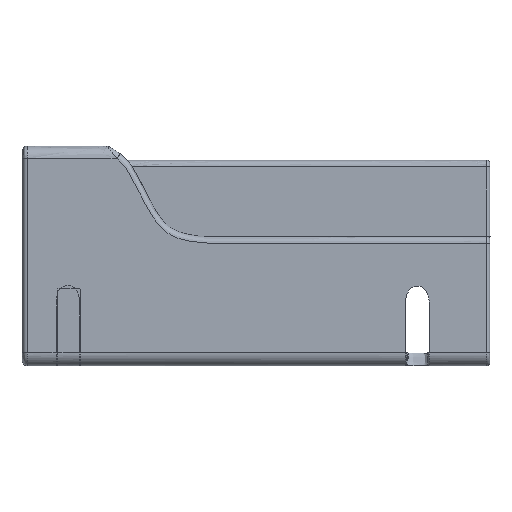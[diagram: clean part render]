
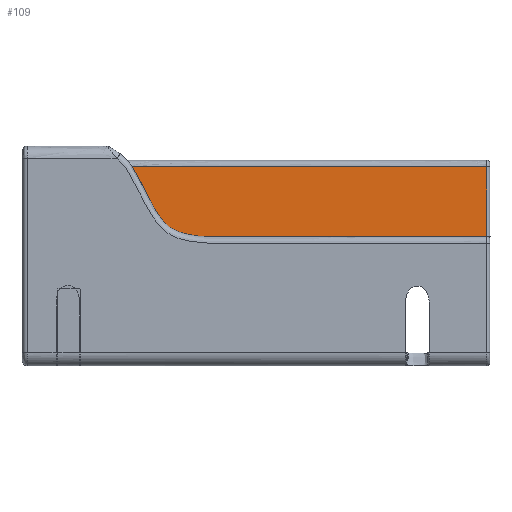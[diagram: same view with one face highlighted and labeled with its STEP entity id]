
A CAD part, top view. The second image highlights one B-rep face of the part: STEP entity #109.
In plain terms, the highlighted free-form (B-spline) face has degree [1, 1] with [2, 2] control points.
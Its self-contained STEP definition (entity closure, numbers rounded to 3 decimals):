
#109=ADVANCED_FACE('',(#285),#5379,.T.);
#285=FACE_OUTER_BOUND('',#461,.T.);
#461=EDGE_LOOP('',(#918,#919,#920));
#918=ORIENTED_EDGE('',*,*,#4606,.F.);
#919=ORIENTED_EDGE('',*,*,#4643,.T.);
#920=ORIENTED_EDGE('',*,*,#4568,.F.);
#1603=PCURVE('',#5450,#2421);
#1658=PCURVE('',#5370,#2476);
#1736=PCURVE('',#5379,#2554);
#1737=PCURVE('',#5379,#2555);
#1738=PCURVE('',#5379,#2556);
#1740=PCURVE('',#5466,#2558);
#2421=DEFINITIONAL_REPRESENTATION('',(#3310),#14666);
#2476=DEFINITIONAL_REPRESENTATION('',(#3390),#14666);
#2554=DEFINITIONAL_REPRESENTATION('',(#3476),#14666);
#2555=DEFINITIONAL_REPRESENTATION('',(#3478),#14666);
#2556=DEFINITIONAL_REPRESENTATION('',(#3479),#14666);
#2558=DEFINITIONAL_REPRESENTATION('',(#3481),#14666);
#3309=B_SPLINE_CURVE_WITH_KNOTS('',1,(#10150,#10151),.UNSPECIFIED.,.F.,
 .F.,(2,2),(0.,5.397),.UNSPECIFIED.);
#3310=B_SPLINE_CURVE_WITH_KNOTS('',1,(#10152,#10153),.UNSPECIFIED.,.F.,
 .F.,(2,2),(0.,5.397),.UNSPECIFIED.);
#3389=B_SPLINE_CURVE_WITH_KNOTS('',3,(#10604,#10605,#10606,#10607,#10608,
#10609,#10610,#10611,#10612,#10613),.UNSPECIFIED.,.F.,.F.,(4,1,1,1,1,1,
1,4),(-74.102,-73.648,-68.041,-62.433,
-56.825,-51.218,-45.61,-40.026),
 .UNSPECIFIED.);
#3390=B_SPLINE_CURVE_WITH_KNOTS('',3,(#10614,#10615,#10616,#10617),
 .UNSPECIFIED.,.F.,.F.,(4,4),(-74.102,-40.026),
 .UNSPECIFIED.);
#3476=B_SPLINE_CURVE_WITH_KNOTS('',3,(#11059,#11060,#11061,#11062,#11063,
#11064,#11065,#11066,#11067,#11068,#11069,#11070,#11071,#11072,#11073,#11074,
#11075,#11076,#11077,#11078,#11079,#11080),.UNSPECIFIED.,.F.,.F.,(4,3,3,
3,3,3,3,4),(-74.102,-73.648,-68.041,-62.433,
-56.825,-51.218,-45.61,-40.026),
 .UNSPECIFIED.);
#3477=B_SPLINE_CURVE_WITH_KNOTS('',1,(#11081,#11082),.UNSPECIFIED.,.F.,
 .F.,(2,2),(-33.649,-0.3),.UNSPECIFIED.);
#3478=B_SPLINE_CURVE_WITH_KNOTS('',3,(#11083,#11084,#11085,#11086),
 .UNSPECIFIED.,.F.,.F.,(4,4),(-33.649,-0.3),
 .UNSPECIFIED.);
#3479=B_SPLINE_CURVE_WITH_KNOTS('',3,(#11087,#11088,#11089,#11090,#11091,
#11092,#11093),.UNSPECIFIED.,.F.,.F.,(4,3,4),(0.,0.,5.397),
 .UNSPECIFIED.);
#3481=B_SPLINE_CURVE_WITH_KNOTS('',1,(#11096,#11097),.UNSPECIFIED.,.F.,
 .F.,(2,2),(-33.649,-0.3),.UNSPECIFIED.);
#4149=SURFACE_CURVE('',#3309,(#1603,#1738),.PCURVE_S1.);
#4187=SURFACE_CURVE('',#3389,(#1658,#1736),.PCURVE_S1.);
#4224=SURFACE_CURVE('',#3477,(#1737,#1740),.PCURVE_S1.);
#4568=EDGE_CURVE('',#5185,#5184,#4149,.T.);
#4606=EDGE_CURVE('',#5209,#5185,#4187,.T.);
#4643=EDGE_CURVE('',#5209,#5184,#4224,.T.);
#5184=VERTEX_POINT('',#8800);
#5185=VERTEX_POINT('',#8801);
#5209=VERTEX_POINT('',#8825);
#5370=B_SPLINE_SURFACE_WITH_KNOTS('',1,3,((#6372,#6373,#6374,#6375,#6376,
#6377,#6378,#6379,#6380,#6381),(#6382,#6383,#6384,#6385,#6386,#6387,#6388,
#6389,#6390,#6391)),.UNSPECIFIED.,.F.,.F.,.F.,(2,2),(4,1,1,1,1,1,1,4),(0.5,
1.467),(0.039,5.655,11.272,
16.888,22.504,28.12,33.736,39.352),
 .UNSPECIFIED.);
#5379=B_SPLINE_SURFACE_WITH_KNOTS('',1,1,((#6712,#6713),(#6714,#6715)),
 .UNSPECIFIED.,.F.,.F.,.F.,(2,2),(2,2),(-5.923,-0.5),
(0.456,33.805),.UNSPECIFIED.);
#5450=(
BOUNDED_SURFACE()
B_SPLINE_SURFACE(2,1,((#6245,#6246),(#6247,#6248),(#6249,#6250)),
 .UNSPECIFIED.,.F.,.F.,.F.)
B_SPLINE_SURFACE_WITH_KNOTS((3,3),(2,2),(0.,0.471),(0.,
5.397),.UNSPECIFIED.)
GEOMETRIC_REPRESENTATION_ITEM()
RATIONAL_B_SPLINE_SURFACE(((1.,1.),(0.707,0.707),
(1.,1.)))
REPRESENTATION_ITEM('')
SURFACE()
);
#5466=(
BOUNDED_SURFACE()
B_SPLINE_SURFACE(2,1,((#6716,#6717),(#6718,#6719),(#6720,#6721)),
 .UNSPECIFIED.,.F.,.F.,.F.)
B_SPLINE_SURFACE_WITH_KNOTS((3,3),(2,2),(0.,1.),(0.3,34.105),
 .UNSPECIFIED.)
GEOMETRIC_REPRESENTATION_ITEM()
RATIONAL_B_SPLINE_SURFACE(((1.,1.),(0.707,0.707),
(1.,1.)))
REPRESENTATION_ITEM('')
SURFACE()
);
#6245=CARTESIAN_POINT('',(14.789,57.546,18.763));
#6246=CARTESIAN_POINT('',(14.789,63.915,18.763));
#6247=CARTESIAN_POINT('',(14.789,57.546,19.135));
#6248=CARTESIAN_POINT('',(14.789,63.915,19.135));
#6249=CARTESIAN_POINT('',(14.497,57.546,19.135));
#6250=CARTESIAN_POINT('',(14.497,63.915,19.135));
#6372=CARTESIAN_POINT('',(-20.142,65.806,19.246));
#6373=CARTESIAN_POINT('',(-18.7,65.147,19.246));
#6374=CARTESIAN_POINT('',(-17.613,63.632,19.246));
#6375=CARTESIAN_POINT('',(-16.88,62.126,19.246));
#6376=CARTESIAN_POINT('',(-16.392,61.109,19.246));
#6377=CARTESIAN_POINT('',(-14.805,58.14,19.246));
#6378=CARTESIAN_POINT('',(-12.01,57.555,19.246));
#6379=CARTESIAN_POINT('',(-10.528,57.492,19.246));
#6380=CARTESIAN_POINT('',(-8.499,57.546,19.246));
#6381=CARTESIAN_POINT('',(14.789,57.546,19.246));
#6382=CARTESIAN_POINT('',(-20.142,65.806,18.049));
#6383=CARTESIAN_POINT('',(-18.7,65.147,18.049));
#6384=CARTESIAN_POINT('',(-17.613,63.632,18.049));
#6385=CARTESIAN_POINT('',(-16.88,62.126,18.049));
#6386=CARTESIAN_POINT('',(-16.392,61.109,18.049));
#6387=CARTESIAN_POINT('',(-14.805,58.14,18.049));
#6388=CARTESIAN_POINT('',(-12.01,57.555,18.049));
#6389=CARTESIAN_POINT('',(-10.528,57.492,18.049));
#6390=CARTESIAN_POINT('',(-8.499,57.546,18.049));
#6391=CARTESIAN_POINT('',(14.789,57.546,18.049));
#6712=CARTESIAN_POINT('',(-17.861,57.516,19.135));
#6713=CARTESIAN_POINT('',(14.497,57.516,19.135));
#6714=CARTESIAN_POINT('',(-17.861,63.915,19.135));
#6715=CARTESIAN_POINT('',(14.497,63.915,19.135));
#6716=CARTESIAN_POINT('',(14.497,64.505,18.515));
#6717=CARTESIAN_POINT('',(-18.304,64.505,18.515));
#6718=CARTESIAN_POINT('',(14.497,64.505,19.135));
#6719=CARTESIAN_POINT('',(-18.304,64.505,19.135));
#6720=CARTESIAN_POINT('',(14.497,63.915,19.135));
#6721=CARTESIAN_POINT('',(-18.304,63.915,19.135));
#8800=CARTESIAN_POINT('',(14.497,63.915,19.135));
#8801=CARTESIAN_POINT('',(14.497,57.546,19.135));
#8825=CARTESIAN_POINT('',(-17.861,63.915,19.135));
#10150=CARTESIAN_POINT('',(14.497,57.546,19.135));
#10151=CARTESIAN_POINT('',(14.497,63.915,19.135));
#10152=CARTESIAN_POINT('',(0.471,0.));
#10153=CARTESIAN_POINT('',(0.471,5.397));
#10604=CARTESIAN_POINT('',(-17.861,63.915,19.135));
#10605=CARTESIAN_POINT('',(-17.827,63.863,19.135));
#10606=CARTESIAN_POINT('',(-17.388,63.171,19.135));
#10607=CARTESIAN_POINT('',(-16.88,62.126,19.135));
#10608=CARTESIAN_POINT('',(-16.392,61.109,19.135));
#10609=CARTESIAN_POINT('',(-14.805,58.14,19.135));
#10610=CARTESIAN_POINT('',(-12.01,57.555,19.135));
#10611=CARTESIAN_POINT('',(-10.53,57.492,19.135));
#10612=CARTESIAN_POINT('',(-8.507,57.546,19.135));
#10613=CARTESIAN_POINT('',(14.497,57.546,19.135));
#10614=CARTESIAN_POINT('',(0.59,5.201));
#10615=CARTESIAN_POINT('',(0.59,16.577));
#10616=CARTESIAN_POINT('',(0.59,27.953));
#10617=CARTESIAN_POINT('',(0.59,39.329));
#11059=CARTESIAN_POINT('',(-0.5,0.456));
#11060=CARTESIAN_POINT('',(-0.545,0.491));
#11061=CARTESIAN_POINT('',(-0.588,0.525));
#11062=CARTESIAN_POINT('',(-0.632,0.558));
#11063=CARTESIAN_POINT('',(-1.165,0.964));
#11064=CARTESIAN_POINT('',(-1.591,1.216));
#11065=CARTESIAN_POINT('',(-1.947,1.425));
#11066=CARTESIAN_POINT('',(-2.303,1.635));
#11067=CARTESIAN_POINT('',(-2.591,1.803));
#11068=CARTESIAN_POINT('',(-3.154,2.159));
#11069=CARTESIAN_POINT('',(-3.717,2.516));
#11070=CARTESIAN_POINT('',(-4.556,3.061));
#11071=CARTESIAN_POINT('',(-5.058,3.813));
#11072=CARTESIAN_POINT('',(-5.56,4.566));
#11073=CARTESIAN_POINT('',(-5.725,5.526));
#11074=CARTESIAN_POINT('',(-5.816,6.261));
#11075=CARTESIAN_POINT('',(-5.908,6.996));
#11076=CARTESIAN_POINT('',(-5.926,7.505));
#11077=CARTESIAN_POINT('',(-5.923,8.282));
#11078=CARTESIAN_POINT('',(-5.92,9.056));
#11079=CARTESIAN_POINT('',(-5.897,10.097));
#11080=CARTESIAN_POINT('',(-5.897,33.805));
#11081=CARTESIAN_POINT('',(-17.861,63.915,19.135));
#11082=CARTESIAN_POINT('',(14.497,63.915,19.135));
#11083=CARTESIAN_POINT('',(-0.5,0.456));
#11084=CARTESIAN_POINT('',(-0.5,11.572));
#11085=CARTESIAN_POINT('',(-0.5,22.689));
#11086=CARTESIAN_POINT('',(-0.5,33.805));
#11087=CARTESIAN_POINT('',(-5.897,33.805));
#11088=CARTESIAN_POINT('',(-5.897,33.805));
#11089=CARTESIAN_POINT('',(-5.897,33.805));
#11090=CARTESIAN_POINT('',(-5.897,33.805));
#11091=CARTESIAN_POINT('',(-4.098,33.805));
#11092=CARTESIAN_POINT('',(-2.299,33.805));
#11093=CARTESIAN_POINT('',(-0.5,33.805));
#11096=CARTESIAN_POINT('',(1.,33.649));
#11097=CARTESIAN_POINT('',(1.,0.3));
#14666=(
GEOMETRIC_REPRESENTATION_CONTEXT(2)
PARAMETRIC_REPRESENTATION_CONTEXT()
REPRESENTATION_CONTEXT('pspace','')
);
